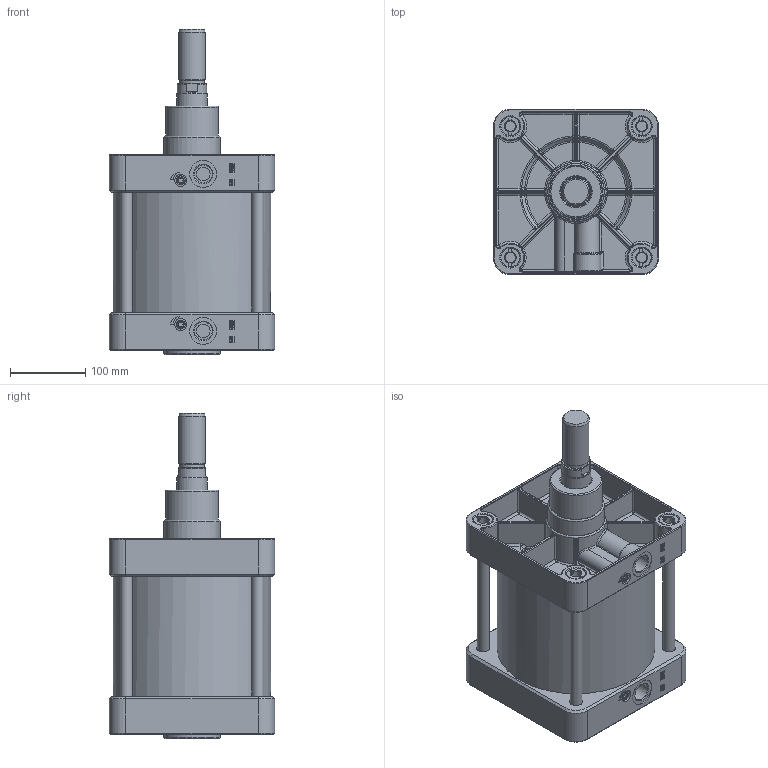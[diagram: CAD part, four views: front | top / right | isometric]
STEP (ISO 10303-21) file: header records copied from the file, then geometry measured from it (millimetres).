
FILE_DESCRIPTION((''),'2;1');
FILE_NAME('UDM200.080.GS.M.stp','2012-09-21T15:45:31',('Administrator'),(''),'Autodesk Inventor 2012','Autodesk Inventor 2012','');
FILE_SCHEMA(('CONFIG_CONTROL_DESIGN'));
Length unit declared in the file: millimetre
Products named in the file (1): UDM200.080.GS.M
Bounding box: 220 x 220 x 433 mm (x, y, z)
Volume: 3147794.2 mm3; surface area: 773731.1 mm2
Topology: 5 solids, 8 shells, 1263 faces, 2968 edges, 1699 vertices
Faces by surface type: plane 359, bspline 340, cylinder 322, torus 134, cone 68, sphere 40
Full cylindrical faces by diameter (mm): 8 x2, 8.2 x2, 8.5 x2, 9.4 x2, 10 x2, 11.8 x4, 12 x4, 13.835 x8, 16 x6, 17.5 x8, 18 x2, 24.117 x2, 25 x8, 26 x8, 32.8 x1, 36 x3, 39 x1, 40 x1, 41 x1, 70 x1, 75 x2, 200 x1, 210 x1
Entity records: 43526 total; most frequent: CARTESIAN_POINT 16327, ORIENTED_EDGE 5424, DIRECTION 4926, EDGE_CURVE 2712, AXIS2_PLACEMENT_3D 1950, VERTEX_POINT 1660, EDGE_LOOP 1478, STYLED_ITEM 1268
